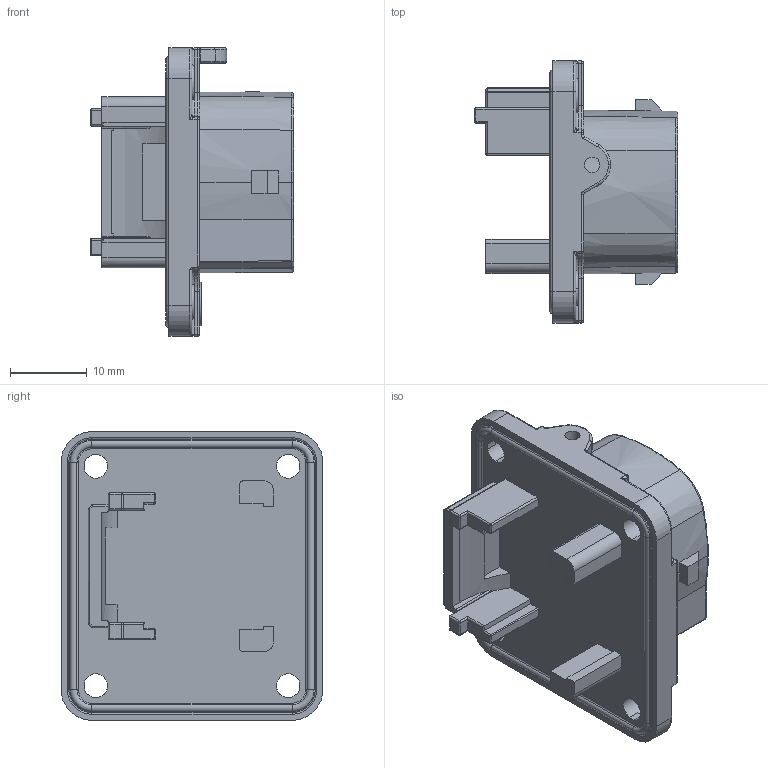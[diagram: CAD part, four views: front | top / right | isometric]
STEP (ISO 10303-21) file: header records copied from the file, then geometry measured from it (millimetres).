
FILE_DESCRIPTION (( 'STEP AP203' ), '1' );
FILE_NAME ('CUSTOMER-BB1145A04-1.STEP', '2020-05-28T12:38:44', ( '' ), ( '' ), 'SwSTEP 2.0', 'SolidWorks 2018', '' );
FILE_SCHEMA (( 'CONFIG_CONTROL_DESIGN' ));
Length unit declared in the file: millimetre
Products named in the file (1): CUSTOMER-BB1145A04-1
Bounding box: 26.4 x 34 x 37.5 mm (x, y, z)
Volume: 10478.5 mm3; surface area: 5634.4 mm2
Topology: 1 solids, 2 shells, 414 faces, 1035 edges, 612 vertices
Faces by surface type: cylinder 147, plane 138, torus 58, bspline 29, cone 25, sphere 17
Entity records: 15547 total; most frequent: CARTESIAN_POINT 6012, ORIENTED_EDGE 2014, DIRECTION 1923, EDGE_CURVE 1007, AXIS2_PLACEMENT_3D 711, VERTEX_POINT 612, LINE 501, VECTOR 501
